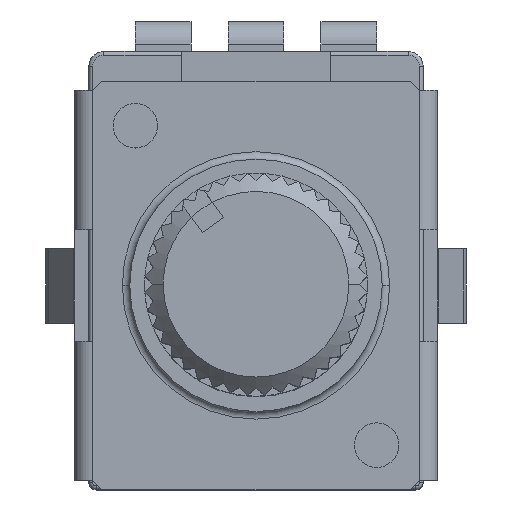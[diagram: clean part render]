
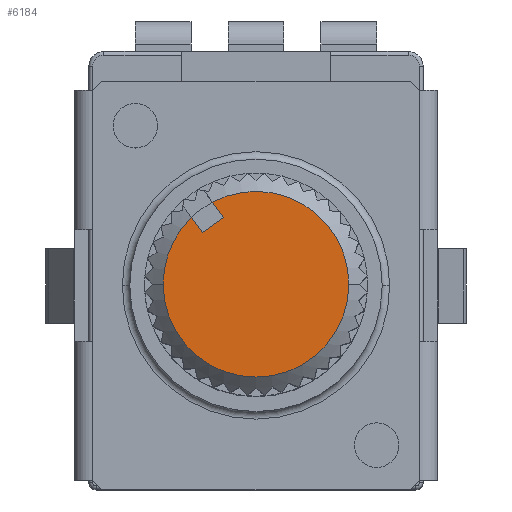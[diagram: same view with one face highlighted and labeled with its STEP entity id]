
A CAD part, top view. The second image highlights one B-rep face of the part: STEP entity #6184.
In plain terms, the highlighted planar face has unit normal (0, 0, 1).
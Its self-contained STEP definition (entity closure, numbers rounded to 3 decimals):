
#344 = EDGE_CURVE ( 'NONE', #2114, #2334, #9932, .T. ) ;
#649 = CARTESIAN_POINT ( 'NONE',  ( -1.441, 1.387, 25. ) ) ;
#789 = LINE ( 'NONE', #7594, #13725 ) ;
#1023 = CARTESIAN_POINT ( 'NONE',  ( 0., 0., 25. ) ) ;
#1591 = CARTESIAN_POINT ( 'NONE',  ( -1.738, 1.797, 25. ) ) ;
#1705 = DIRECTION ( 'NONE',  ( 0.588, -0.809, 0. ) ) ;
#2114 = VERTEX_POINT ( 'NONE', #13468 ) ;
#2334 = VERTEX_POINT ( 'NONE', #649 ) ;
#2442 = DIRECTION ( 'NONE',  ( -0.809, -0.588, 0. ) ) ;
#2460 = EDGE_CURVE ( 'NONE', #5125, #8272, #12405, .T. ) ;
#2718 = ORIENTED_EDGE ( 'NONE', *, *, #14500, .T. ) ;
#2753 = DIRECTION ( 'NONE',  ( 0., 0., 1. ) ) ;
#2783 = CARTESIAN_POINT ( 'NONE',  ( -0.874, 1.799, 25. ) ) ;
#4054 = DIRECTION ( 'NONE',  ( 1., 0., 0. ) ) ;
#4067 = EDGE_CURVE ( 'NONE', #6520, #2114, #8372, .T. ) ;
#4130 = CARTESIAN_POINT ( 'NONE',  ( 0., 0., 25. ) ) ;
#4295 = DIRECTION ( 'NONE',  ( 0., 0., 1. ) ) ;
#5125 = VERTEX_POINT ( 'NONE', #6397 ) ;
#5550 = ORIENTED_EDGE ( 'NONE', *, *, #4067, .T. ) ;
#5987 = DIRECTION ( 'NONE',  ( -0.695, 0.719, 0. ) ) ;
#6023 = CARTESIAN_POINT ( 'NONE',  ( -1.172, 2.208, 25. ) ) ;
#6184 = ADVANCED_FACE ( 'NONE', ( #14042 ), #12944, .T. ) ;
#6397 = CARTESIAN_POINT ( 'NONE',  ( -2.5, 0., 25. ) ) ;
#6520 = VERTEX_POINT ( 'NONE', #6023 ) ;
#6728 = DIRECTION ( 'NONE',  ( -0.695, 0.719, 0. ) ) ;
#7545 = ORIENTED_EDGE ( 'NONE', *, *, #12151, .T. ) ;
#7594 = CARTESIAN_POINT ( 'NONE',  ( -1.738, 1.797, 25. ) ) ;
#7719 = AXIS2_PLACEMENT_3D ( 'NONE', #12296, #12219, #6728 ) ;
#7739 = CARTESIAN_POINT ( 'NONE',  ( -1.441, 1.387, 25. ) ) ;
#7805 = AXIS2_PLACEMENT_3D ( 'NONE', #10532, #2753, #5987 ) ;
#7806 = AXIS2_PLACEMENT_3D ( 'NONE', #4130, #10663, #4054 ) ;
#8170 = ORIENTED_EDGE ( 'NONE', *, *, #2460, .T. ) ;
#8272 = VERTEX_POINT ( 'NONE', #10402 ) ;
#8372 = LINE ( 'NONE', #2783, #9377 ) ;
#8706 = DIRECTION ( 'NONE',  ( -0.695, 0.719, 0. ) ) ;
#8796 = VECTOR ( 'NONE', #2442, 1000. ) ;
#9196 = CIRCLE ( 'NONE', #7805, 2.5 ) ;
#9377 = VECTOR ( 'NONE', #1705, 1000. ) ;
#9562 = DIRECTION ( 'NONE',  ( -0.588, 0.809, 0. ) ) ;
#9678 = ORIENTED_EDGE ( 'NONE', *, *, #344, .T. ) ;
#9932 = LINE ( 'NONE', #7739, #8796 ) ;
#10402 = CARTESIAN_POINT ( 'NONE',  ( 2.5, 0., 25. ) ) ;
#10532 = CARTESIAN_POINT ( 'NONE',  ( 0., 0., 25. ) ) ;
#10663 = DIRECTION ( 'NONE',  ( 0., 0., 1. ) ) ;
#10678 = EDGE_LOOP ( 'NONE', ( #5550, #9678, #2718, #12143, #8170, #7545 ) ) ;
#11308 = CIRCLE ( 'NONE', #13423, 2.5 ) ;
#12143 = ORIENTED_EDGE ( 'NONE', *, *, #12316, .T. ) ;
#12151 = EDGE_CURVE ( 'NONE', #8272, #6520, #9196, .T. ) ;
#12219 = DIRECTION ( 'NONE',  ( 0., 0., 1. ) ) ;
#12296 = CARTESIAN_POINT ( 'NONE',  ( 0., 0., 25. ) ) ;
#12316 = EDGE_CURVE ( 'NONE', #12546, #5125, #11308, .T. ) ;
#12405 = CIRCLE ( 'NONE', #7719, 2.5 ) ;
#12546 = VERTEX_POINT ( 'NONE', #1591 ) ;
#12944 = PLANE ( 'NONE',  #7806 ) ;
#13423 = AXIS2_PLACEMENT_3D ( 'NONE', #1023, #4295, #8706 ) ;
#13468 = CARTESIAN_POINT ( 'NONE',  ( -0.874, 1.799, 25. ) ) ;
#13725 = VECTOR ( 'NONE', #9562, 1000. ) ;
#14042 = FACE_OUTER_BOUND ( 'NONE', #10678, .T. ) ;
#14500 = EDGE_CURVE ( 'NONE', #2334, #12546, #789, .T. ) ;
